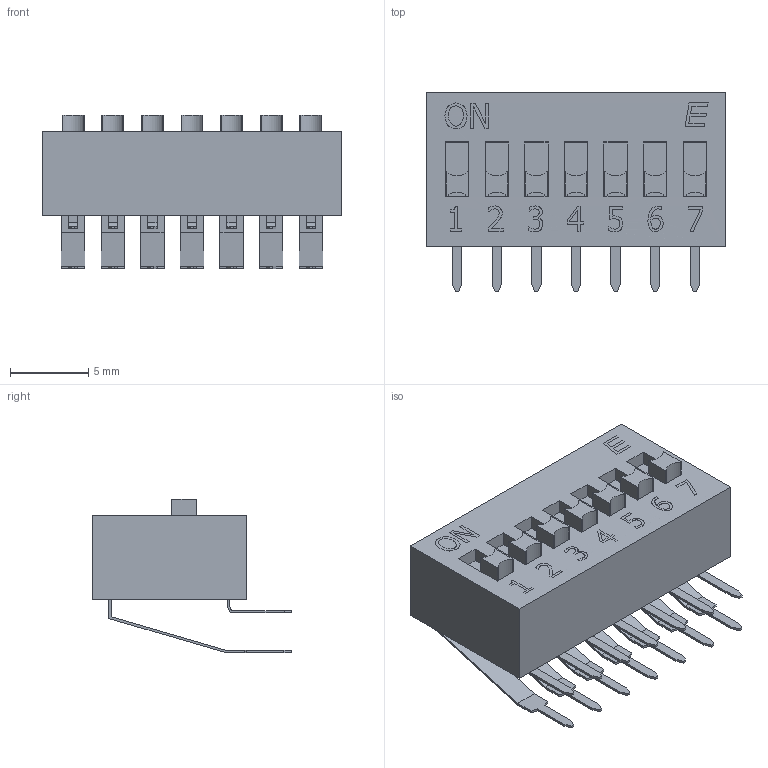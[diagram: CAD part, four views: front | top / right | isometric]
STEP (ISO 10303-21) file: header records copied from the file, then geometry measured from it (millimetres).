
FILE_DESCRIPTION((' '),'2;1');
FILE_NAME('KAS2107E.stp','2017-08-03T08:52:42',(' '),(' '),' ','ACIS',' ');
FILE_SCHEMA(('CONFIG_CONTROL_DESIGN'));
Length unit declared in the file: inch
Products named in the file (1): KAS2107E.stp
Bounding box: 19.14 x 12.8 x 9.81 mm (x, y, z)
Volume: 964.1 mm3; surface area: 1213.3 mm2
Topology: 1 solids, 15 shells, 416 faces, 1181 edges, 837 vertices
Faces by surface type: plane 388, cylinder 28
Entity records: 13663 total; most frequent: CARTESIAN_POINT 2690, ORIENTED_EDGE 2362, DIRECTION 1998, EDGE_CURVE 1181, VECTOR 1052, LINE 1052, VERTEX_POINT 837, AXIS2_PLACEMENT_3D 473
